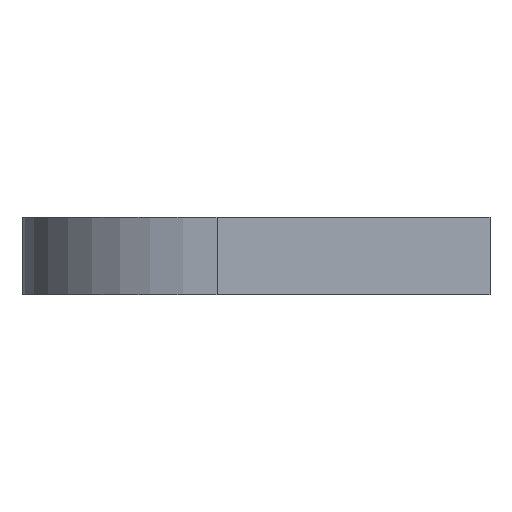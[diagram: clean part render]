
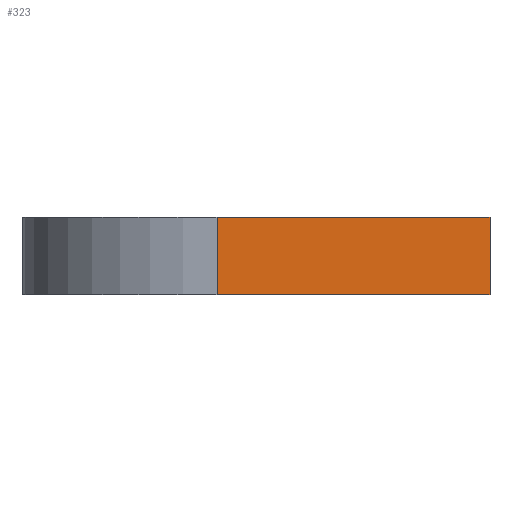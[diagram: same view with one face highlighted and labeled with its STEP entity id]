
A CAD part, front view. The second image highlights one B-rep face of the part: STEP entity #323.
In plain terms, the highlighted planar face has unit normal (0, -1, 0).
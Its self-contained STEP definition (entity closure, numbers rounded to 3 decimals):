
#33=PLANE('',#369);
#47=FACE_OUTER_BOUND('',#63,.T.);
#63=EDGE_LOOP('',(#259,#260,#261,#262));
#99=LINE('',#538,#121);
#100=LINE('',#541,#122);
#101=LINE('',#543,#123);
#102=LINE('',#544,#124);
#121=VECTOR('',#447,10.);
#122=VECTOR('',#450,10.);
#123=VECTOR('',#451,10.);
#124=VECTOR('',#452,10.);
#169=VERTEX_POINT('',#534);
#170=VERTEX_POINT('',#536);
#171=VERTEX_POINT('',#540);
#172=VERTEX_POINT('',#542);
#207=EDGE_CURVE('',#169,#170,#99,.T.);
#208=EDGE_CURVE('',#169,#171,#100,.T.);
#209=EDGE_CURVE('',#172,#170,#101,.T.);
#210=EDGE_CURVE('',#171,#172,#102,.T.);
#259=ORIENTED_EDGE('',*,*,#208,.F.);
#260=ORIENTED_EDGE('',*,*,#207,.T.);
#261=ORIENTED_EDGE('',*,*,#209,.F.);
#262=ORIENTED_EDGE('',*,*,#210,.F.);
#323=ADVANCED_FACE('',(#47),#33,.T.);
#369=AXIS2_PLACEMENT_3D('',#539,#448,#449);
#447=DIRECTION('',(0.,0.,1.));
#448=DIRECTION('center_axis',(0.,-1.,0.));
#449=DIRECTION('ref_axis',(1.,0.,0.));
#450=DIRECTION('',(-1.,0.,0.));
#451=DIRECTION('',(1.,0.,0.));
#452=DIRECTION('',(0.,0.,1.));
#534=CARTESIAN_POINT('',(6.,-100.,0.));
#536=CARTESIAN_POINT('',(6.,-100.,2.));
#538=CARTESIAN_POINT('',(6.,-100.,0.));
#539=CARTESIAN_POINT('Origin',(-1.,-100.,0.));
#540=CARTESIAN_POINT('',(-1.,-100.,0.));
#541=CARTESIAN_POINT('',(6.,-100.,0.));
#542=CARTESIAN_POINT('',(-1.,-100.,2.));
#543=CARTESIAN_POINT('',(6.,-100.,2.));
#544=CARTESIAN_POINT('',(-1.,-100.,0.));
